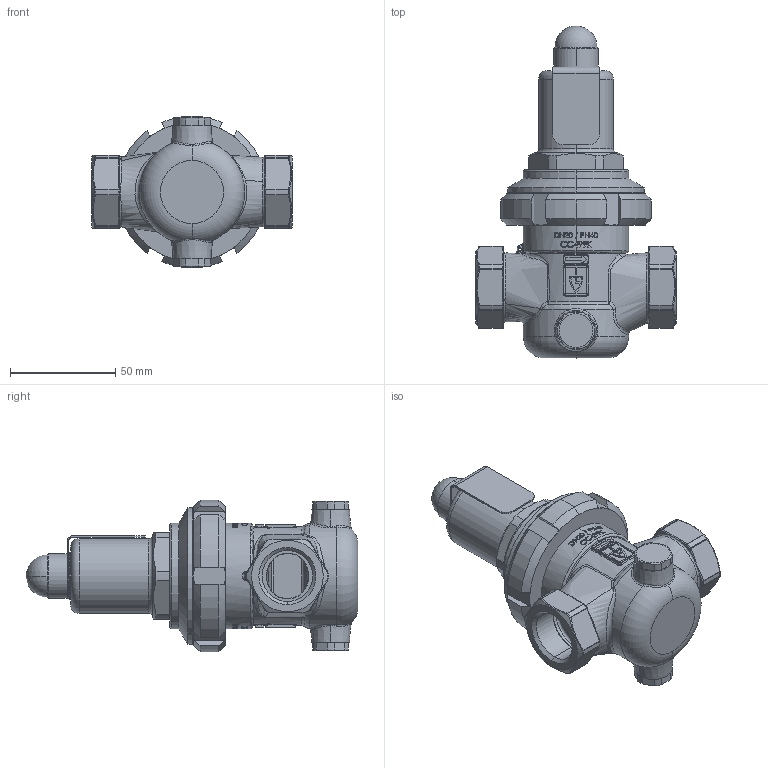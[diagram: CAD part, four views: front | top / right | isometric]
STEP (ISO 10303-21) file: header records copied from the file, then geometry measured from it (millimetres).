
FILE_DESCRIPTION (( 'STEP AP214' ), '1' );
FILE_NAME ('681mGFO-LP-20-f+f-20+20.STEP', '2016-04-12T09:36:52', ( '' ), ( '' ), 'SwSTEP 2.0', 'SolidWorks 2016', '' );
FILE_SCHEMA (( 'AUTOMOTIVE_DESIGN' ));
Length unit declared in the file: millimetre
Products named in the file (1): 681mGFO-LP-20-f+f-20+20
Bounding box: 95 x 157.6 x 72 mm (x, y, z)
Volume: 144965.4 mm3; surface area: 80546.2 mm2
Topology: 10 solids, 12 shells, 1356 faces, 3340 edges, 2071 vertices
Faces by surface type: plane 446, cylinder 344, bspline 275, torus 126, cone 105, sphere 60
Entity records: 77355 total; most frequent: CARTESIAN_POINT 32297, ORIENTED_EDGE 6650, DIRECTION 5746, EDGE_CURVE 3325, AXIS2_PLACEMENT_3D 2247, VERTEX_POINT 2068, EDGE_LOOP 1455, UNCERTAINTY_MEASURE_WITH_UNIT 1368
